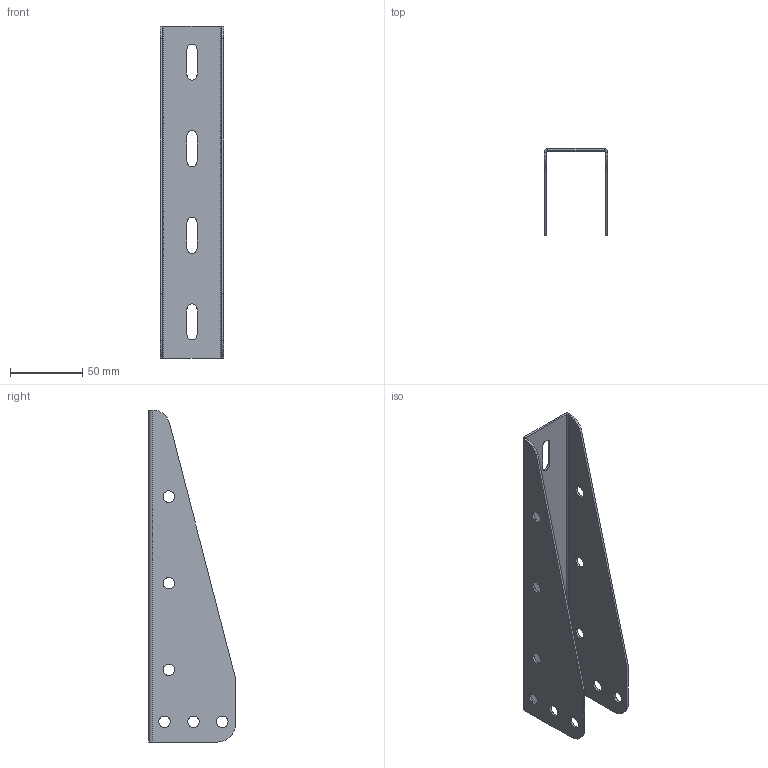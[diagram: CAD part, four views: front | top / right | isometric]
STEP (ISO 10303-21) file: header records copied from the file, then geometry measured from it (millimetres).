
FILE_DESCRIPTION (( 'STEP AP203' ), '1' );
FILE_NAME ('Êîíñîëü BM_BBM5020.STEP', '2012-11-20T08:30:59', ( 'Àñååâ' ), ( '' ), 'SwSTEP 2.0', 'SolidWorks 2012', '' );
FILE_SCHEMA (( 'CONFIG_CONTROL_DESIGN' ));
Length unit declared in the file: millimetre
Products named in the file (1): Êîíñîëü BM_BBM5020
Bounding box: 44 x 60 x 230 mm (x, y, z)
Volume: 39672.6 mm3; surface area: 54716.2 mm2
Topology: 1 solids, 1 shells, 56 faces, 158 edges, 104 vertices
Faces by surface type: plane 28, cylinder 28
Full cylindrical faces by diameter (mm): 8 x12
Entity records: 1799 total; most frequent: DIRECTION 304, CARTESIAN_POINT 283, ORIENTED_EDGE 268, EDGE_CURVE 134, AXIS2_PLACEMENT_3D 113, EDGE_LOOP 100, VERTEX_POINT 92, VECTOR 78
